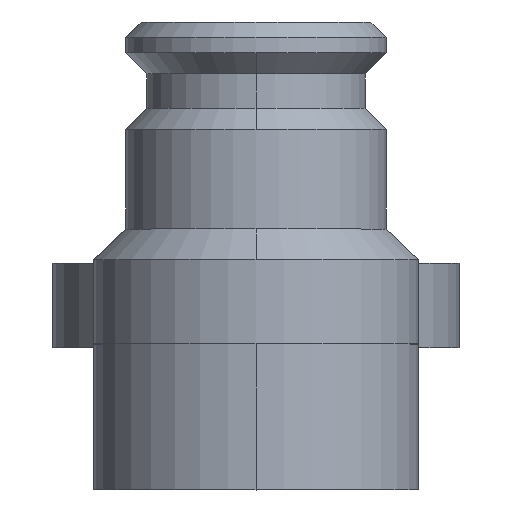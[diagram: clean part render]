
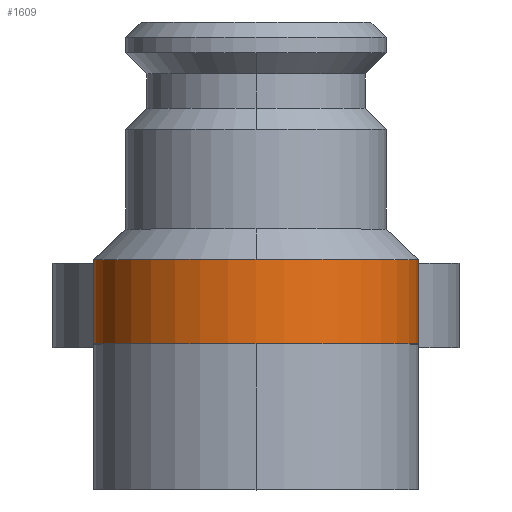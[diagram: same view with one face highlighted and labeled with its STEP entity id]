
A CAD part, top view. The second image highlights one B-rep face of the part: STEP entity #1609.
In plain terms, the highlighted cylindrical face has radius 10.795 mm (diameter 21.59 mm), a partial arc.
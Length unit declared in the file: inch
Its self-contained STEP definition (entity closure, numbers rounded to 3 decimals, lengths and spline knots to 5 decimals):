
#226=CARTESIAN_POINT('',(0.,0.38,0.2));
#227=DIRECTION('',(0.,1.,0.));
#228=DIRECTION('',(-1.,0.,0.));
#229=AXIS2_PLACEMENT_3D('',#226,#227,#228);
#263=CARTESIAN_POINT('',(0.,0.6,0.2));
#264=DIRECTION('',(0.,1.,0.));
#265=DIRECTION('',(-1.,0.,0.));
#266=AXIS2_PLACEMENT_3D('',#263,#264,#265);
#801=DIRECTION('',(0.,1.,0.));
#802=VECTOR('',#801,0.22);
#803=CARTESIAN_POINT('',(0.425,0.38,0.2));
#804=LINE('',#803,#802);
#808=DIRECTION('',(0.,1.,0.));
#809=VECTOR('',#808,0.22);
#810=CARTESIAN_POINT('',(-0.425,0.38,0.2));
#811=LINE('',#810,#809);
#933=CARTESIAN_POINT('',(-0.425,0.38,0.2));
#934=CARTESIAN_POINT('',(0.425,0.38,0.2));
#935=VERTEX_POINT('',#933);
#936=VERTEX_POINT('',#934);
#937=CARTESIAN_POINT('',(-0.425,0.6,0.2));
#938=CARTESIAN_POINT('',(0.425,0.6,0.2));
#939=VERTEX_POINT('',#937);
#940=VERTEX_POINT('',#938);
#1598=CARTESIAN_POINT('',(0.,0.38,0.2));
#1599=DIRECTION('',(0.,1.,0.));
#1600=DIRECTION('',(0.,0.,-1.));
#1601=AXIS2_PLACEMENT_3D('',#1598,#1599,#1600);
#1602=CYLINDRICAL_SURFACE('',#1601,0.425);
#1603=ORIENTED_EDGE('',*,*,#1139,.F.);
#1604=ORIENTED_EDGE('',*,*,#1155,.T.);
#1605=ORIENTED_EDGE('',*,*,#1172,.T.);
#1606=ORIENTED_EDGE('',*,*,#1592,.F.);
#1607=EDGE_LOOP('',(#1603,#1604,#1605,#1606));
#1608=FACE_OUTER_BOUND('',#1607,.F.);
#1609=ADVANCED_FACE('',(#1608),#1602,.T.);
#230=CIRCLE('',#229,0.425);
#267=CIRCLE('',#266,0.425);
#1139=EDGE_CURVE('',#935,#936,#230,.T.);
#1155=EDGE_CURVE('',#935,#939,#811,.T.);
#1172=EDGE_CURVE('',#939,#940,#267,.T.);
#1592=EDGE_CURVE('',#936,#940,#804,.T.);
